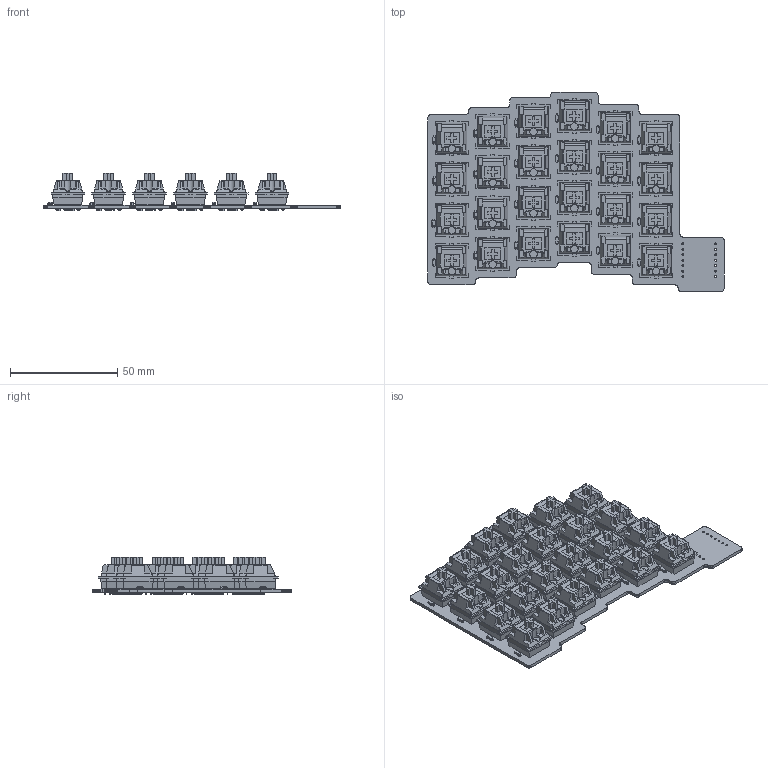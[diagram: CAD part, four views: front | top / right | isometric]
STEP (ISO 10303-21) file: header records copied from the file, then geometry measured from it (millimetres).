
FILE_DESCRIPTION(('KiCad electronic assembly'),'2;1');
FILE_NAME('Tao Te Ching L.step','2026-02-07T13:42:35',('Pcbnew'),( 'Kicad'),'Open CASCADE STEP processor 7.9','KiCad to STEP converter' ,'Unknown');
FILE_SCHEMA(('AUTOMOTIVE_DESIGN { 1 0 10303 214 1 1 1 1 }'));
Length unit declared in the file: millimetre
Products named in the file (6): Tao Te Ching L 1; D_SOD-123; SW_Cherry_MX_1.00u_PCB; Component1; Component2; Tao Te Ching L_PCB
Assembly tree (51 placements, depth 3):
  Tao Te Ching L 1
    D_SOD-123  x24
    SW_Cherry_MX_1.00u_PCB  x24
      Component1
      Component2
    Tao Te Ching L_PCB
Bounding box: 138.11 x 92.87 x 17.68 mm (x, y, z)
Volume: 56300.9 mm3; surface area: 62773.7 mm2
Topology: 217 solids, 217 shells, 5039 faces, 12807 edges, 8274 vertices
Faces by surface type: plane 3753, cylinder 782, bspline 384, cone 72, sphere 48
Full cylindrical faces by diameter (mm): 0.889 x14, 1.5 x48, 1.6 x48, 1.7 x48, 3.85 x24, 4 x24
Entity records: 24675 total; most frequent: CARTESIAN_POINT 4257, ORIENTED_EDGE 4086, DIRECTION 3840, EDGE_CURVE 2043, LINE 1684, VECTOR 1684, VERTEX_POINT 1351, AXIS2_PLACEMENT_3D 1078
